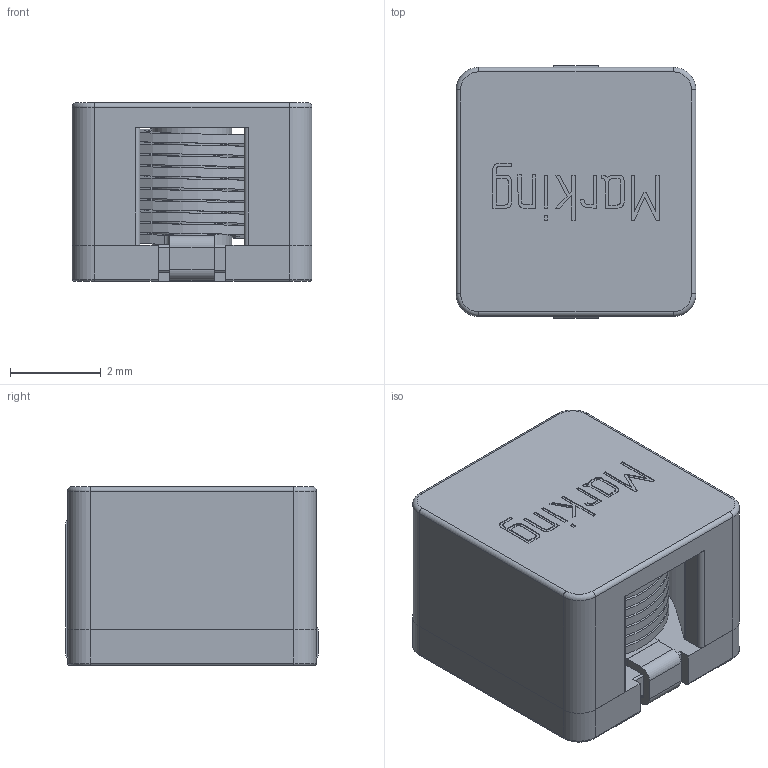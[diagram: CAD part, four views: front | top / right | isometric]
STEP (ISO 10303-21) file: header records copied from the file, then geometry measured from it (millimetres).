
FILE_DESCRIPTION (( 'STEP AP214' ), '1' );
FILE_NAME ('744316022.STEP', '2020-08-09T21:48:22', ( '' ), ( '' ), 'SwSTEP 2.0', 'SolidWorks 2019', '' );
FILE_SCHEMA (( 'AUTOMOTIVE_DESIGN' ));
Length unit declared in the file: inch
Products named in the file (5): Spule.stp; 744316022; 744316022_Download_STP_WE-HCI-5040_rev1.stp; Boden.stp; Gehäuse.stp
Assembly tree (4 placements, depth 3):
  744316022
    744316022_Download_STP_WE-HCI-5040_rev1.stp
      Gehäuse.stp
      Boden.stp
      Spule.stp
Bounding box: 5.3 x 5.58 x 3.95 mm (x, y, z)
Volume: 89.9 mm3; surface area: 471.7 mm2
Topology: 3 solids, 3 shells, 229 faces, 606 edges, 396 vertices
Faces by surface type: plane 118, cylinder 87, bspline 16, torus 8
Entity records: 9718 total; most frequent: CARTESIAN_POINT 3081, ORIENTED_EDGE 1212, DIRECTION 920, EDGE_CURVE 606, VERTEX_POINT 396, AXIS2_PLACEMENT_3D 315, VECTOR 290, LINE 290
